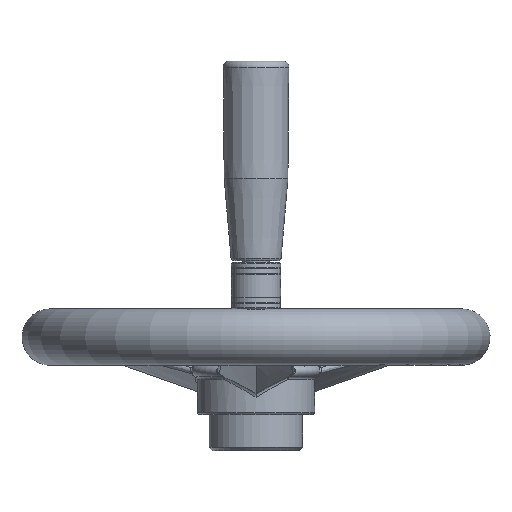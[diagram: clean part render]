
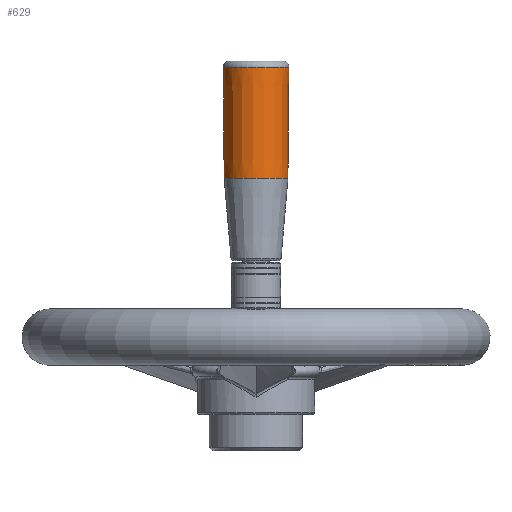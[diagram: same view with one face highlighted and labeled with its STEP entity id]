
A CAD part, left-side view. The second image highlights one B-rep face of the part: STEP entity #629.
In plain terms, the highlighted conical face has half-angle 0.43 degrees and reference radius 13.625 mm.
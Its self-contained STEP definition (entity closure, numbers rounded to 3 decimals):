
#629 = ADVANCED_FACE( '', ( #1370, #1371 ), #1372, .T. );
#1370 = FACE_OUTER_BOUND( '', #8627, .T. );
#1371 = FACE_BOUND( '', #8628, .T. );
#1372 = CONICAL_SURFACE( '', #8629, 13.625, 0.007 );
#8627 = EDGE_LOOP( '', ( #12323 ) );
#8628 = EDGE_LOOP( '', ( #12324 ) );
#8629 = AXIS2_PLACEMENT_3D( '', #12325, #12326, #12327 );
#12323 = ORIENTED_EDGE( '', *, *, #13502, .T. );
#12324 = ORIENTED_EDGE( '', *, *, #13130, .T. );
#12325 = CARTESIAN_POINT( '', ( -80., 0., 100.621 ) );
#12326 = DIRECTION( '', ( 0., 0., 1. ) );
#12327 = DIRECTION( '', ( -0.067, 0.998, 0. ) );
#13130 = EDGE_CURVE( '', #14076, #14076, #14077, .T. );
#13502 = EDGE_CURVE( '', #14583, #14583, #14584, .T. );
#14076 = VERTEX_POINT( '', #17095 );
#14077 = CIRCLE( '', #17096, 13.625 );
#14583 = VERTEX_POINT( '', #21005 );
#14584 = CIRCLE( '', #21006, 13.981 );
#17095 = CARTESIAN_POINT( '', ( -80.914, 13.594, 100.621 ) );
#17096 = AXIS2_PLACEMENT_3D( '', #21748, #21749, #21750 );
#21005 = CARTESIAN_POINT( '', ( -79.063, -13.95, 148.102 ) );
#21006 = AXIS2_PLACEMENT_3D( '', #22083, #22084, #22085 );
#21748 = CARTESIAN_POINT( '', ( -80., 0., 100.621 ) );
#21749 = DIRECTION( '', ( 0., 0., 1. ) );
#21750 = DIRECTION( '', ( -0.067, 0.998, 0. ) );
#22083 = CARTESIAN_POINT( '', ( -80., 0., 148.102 ) );
#22084 = DIRECTION( '', ( 0., 0., -1. ) );
#22085 = DIRECTION( '', ( 0.067, -0.998, 0. ) );
